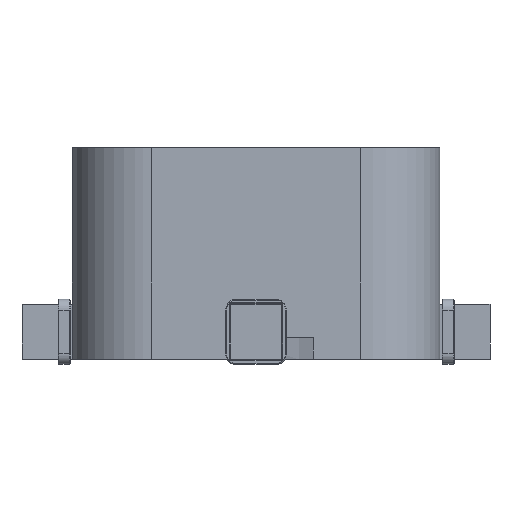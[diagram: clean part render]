
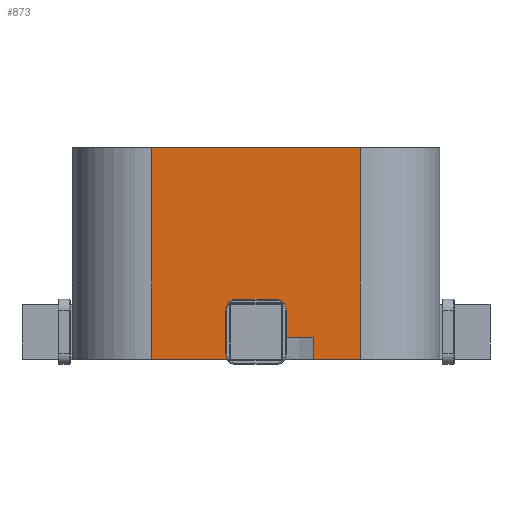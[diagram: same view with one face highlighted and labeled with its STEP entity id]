
A CAD part, front view. The second image highlights one B-rep face of the part: STEP entity #873.
In plain terms, the highlighted free-form (B-spline) face has degree [1, 1] with [2, 2] control points.
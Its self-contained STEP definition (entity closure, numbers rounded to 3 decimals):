
#105=CARTESIAN_POINT('',(-3.262,-5.738,0.));
#106=VERTEX_POINT('',#105);
#113=CARTESIAN_POINT('',(-3.262,-5.738,-6.615));
#114=VERTEX_POINT('',#113);
#115=CARTESIAN_POINT('',(-3.263,-5.738,0.));
#116=CARTESIAN_POINT('',(-3.263,-5.738,-6.615));
#117=B_SPLINE_CURVE_WITH_KNOTS('',1,(#115,#116),.UNSPECIFIED.,.F.,.U.,(2,2),(0.,1.),.UNSPECIFIED.);
#118=EDGE_CURVE('',#106,#114,#117,.T.);
#143=CARTESIAN_POINT('',(3.263,-5.738,0.));
#144=VERTEX_POINT('',#143);
#160=CARTESIAN_POINT('',(3.263,-5.738,-6.615));
#161=VERTEX_POINT('',#160);
#168=CARTESIAN_POINT('',(3.263,-5.738,0.));
#169=CARTESIAN_POINT('',(3.263,-5.738,-6.615));
#170=B_SPLINE_CURVE_WITH_KNOTS('',1,(#168,#169),.UNSPECIFIED.,.F.,.U.,(2,2),(0.,1.),.UNSPECIFIED.);
#171=EDGE_CURVE('',#144,#161,#170,.T.);
#238=CARTESIAN_POINT('',(-0.794,-5.738,-6.615));
#239=VERTEX_POINT('',#238);
#245=CARTESIAN_POINT('',(-3.263,-5.738,-6.615));
#246=CARTESIAN_POINT('',(-0.794,-5.738,-6.615));
#247=B_SPLINE_CURVE_WITH_KNOTS('',1,(#245,#246),.UNSPECIFIED.,.F.,.U.,(2,2),(0.,0.378),.UNSPECIFIED.);
#248=EDGE_CURVE('',#114,#239,#247,.T.);
#266=CARTESIAN_POINT('',(1.794,-5.737,-6.615));
#267=VERTEX_POINT('',#266);
#268=CARTESIAN_POINT('',(1.794,-5.738,-6.615));
#269=CARTESIAN_POINT('',(3.263,-5.738,-6.615));
#270=B_SPLINE_CURVE_WITH_KNOTS('',1,(#268,#269),.UNSPECIFIED.,.F.,.U.,(2,2),(0.775,1.),.UNSPECIFIED.);
#271=EDGE_CURVE('',#267,#161,#270,.T.);
#684=CARTESIAN_POINT('',(1.794,-5.737,-5.94));
#685=VERTEX_POINT('',#684);
#686=CARTESIAN_POINT('',(1.794,-5.738,-6.615));
#687=CARTESIAN_POINT('',(1.794,-5.738,-5.94));
#688=B_SPLINE_CURVE_WITH_KNOTS('',1,(#686,#687),.UNSPECIFIED.,.F.,.U.,(2,2),(0.,1.),.UNSPECIFIED.);
#689=EDGE_CURVE('',#267,#685,#688,.T.);
#705=CARTESIAN_POINT('',(0.794,-5.737,-5.94));
#706=VERTEX_POINT('',#705);
#707=CARTESIAN_POINT('',(1.794,-5.738,-5.94));
#708=CARTESIAN_POINT('',(0.794,-5.738,-5.94));
#709=B_SPLINE_CURVE_WITH_KNOTS('',1,(#707,#708),.UNSPECIFIED.,.F.,.U.,(2,2),(0.,1.),.UNSPECIFIED.);
#710=EDGE_CURVE('',#685,#706,#709,.T.);
#836=CARTESIAN_POINT('',(-3.263,-5.738,0.));
#837=CARTESIAN_POINT('',(-3.263,-5.738,-6.615));
#838=CARTESIAN_POINT('',(3.263,-5.738,0.));
#839=CARTESIAN_POINT('',(3.263,-5.738,-6.615));
#840=B_SPLINE_SURFACE_WITH_KNOTS('',1,1,((#836,#837),(#838,#839)),.PLANE_SURF.,.F.,.F.,.U.,(2,2),(2,2),(0.,1.),(0.,1.),.UNSPECIFIED.);
#841=CARTESIAN_POINT('',(-3.263,-5.738,0.));
#842=CARTESIAN_POINT('',(3.263,-5.738,0.));
#843=B_SPLINE_CURVE_WITH_KNOTS('',1,(#841,#842),.UNSPECIFIED.,.F.,.U.,(2,2),(0.,1.),.UNSPECIFIED.);
#844=EDGE_CURVE('',#106,#144,#843,.T.);
#845=ORIENTED_EDGE('',*,*,#844,.T.);
#846=ORIENTED_EDGE('',*,*,#171,.T.);
#847=ORIENTED_EDGE('',*,*,#271,.F.);
#848=ORIENTED_EDGE('',*,*,#689,.T.);
#849=ORIENTED_EDGE('',*,*,#710,.T.);
#850=CARTESIAN_POINT('',(0.794,-5.738,-4.901));
#851=VERTEX_POINT('',#850);
#852=CARTESIAN_POINT('',(0.794,-5.738,-5.94));
#853=CARTESIAN_POINT('',(0.794,-5.738,-4.901));
#854=B_SPLINE_CURVE_WITH_KNOTS('',1,(#852,#853),.UNSPECIFIED.,.F.,.U.,(2,2),(0.394,1.),.UNSPECIFIED.);
#855=EDGE_CURVE('',#706,#851,#854,.T.);
#856=ORIENTED_EDGE('',*,*,#855,.T.);
#857=CARTESIAN_POINT('',(-0.794,-5.738,-4.901));
#858=VERTEX_POINT('',#857);
#859=CARTESIAN_POINT('',(0.794,-5.738,-4.901));
#860=CARTESIAN_POINT('',(-0.794,-5.738,-4.901));
#861=B_SPLINE_CURVE_WITH_KNOTS('',1,(#859,#860),.UNSPECIFIED.,.F.,.U.,(2,2),(0.,1.),.UNSPECIFIED.);
#862=EDGE_CURVE('',#851,#858,#861,.T.);
#863=ORIENTED_EDGE('',*,*,#862,.T.);
#864=CARTESIAN_POINT('',(-0.794,-5.738,-6.615));
#865=CARTESIAN_POINT('',(-0.794,-5.738,-4.901));
#866=B_SPLINE_CURVE_WITH_KNOTS('',1,(#864,#865),.UNSPECIFIED.,.F.,.U.,(2,2),(0.,1.),.UNSPECIFIED.);
#867=EDGE_CURVE('',#239,#858,#866,.T.);
#868=ORIENTED_EDGE('',*,*,#867,.F.);
#869=ORIENTED_EDGE('',*,*,#248,.F.);
#870=ORIENTED_EDGE('',*,*,#118,.F.);
#871=EDGE_LOOP('',(#845,#846,#847,#848,#849,#856,#863,#868,#869,#870));
#872=FACE_OUTER_BOUND('',#871,.F.);
#873=ADVANCED_FACE('',(#872),#840,.F.);
